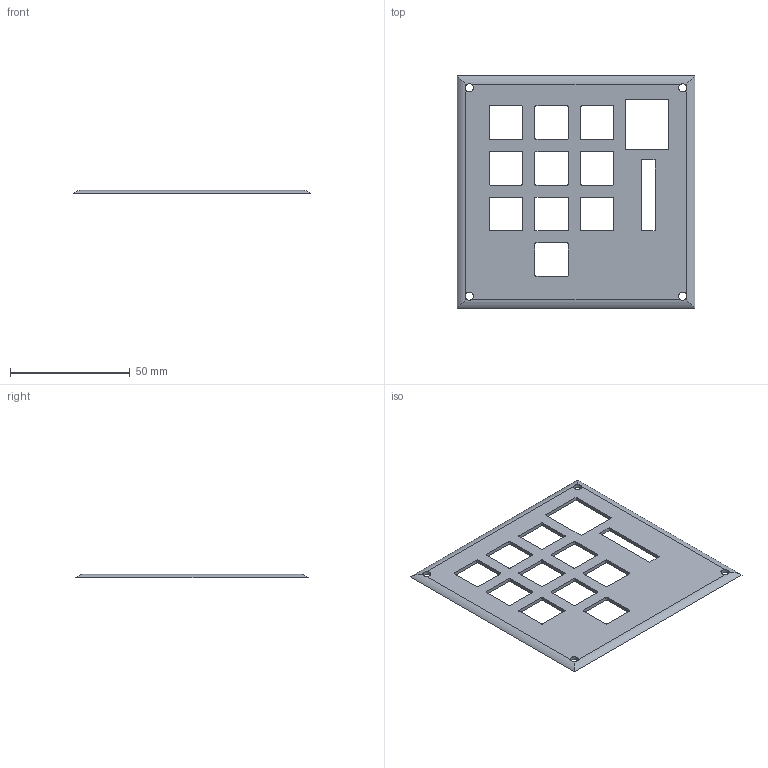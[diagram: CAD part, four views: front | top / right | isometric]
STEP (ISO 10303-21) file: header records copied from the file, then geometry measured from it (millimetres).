
FILE_DESCRIPTION(/* description */ (''),/* implementation_level */ '2;1');
FILE_NAME(/* name */ 'Top.step',/* time_stamp */ '2025-06-04T10:21:34-04:00',/* author */ (''),/* organization */ (''),/* preprocessor_version */ 'ST-DEVELOPER v20.1',/* originating_system */ 'Autodesk Translation Framework v14.10.0.0',/* authorisation */ '');
FILE_SCHEMA (('AUTOMOTIVE_DESIGN { 1 0 10303 214 3 1 1 }'));
Length unit declared in the file: millimetre
Products named in the file (1): 2025-06-01-15-40-25-063
Bounding box: 99 x 97 x 1.5 mm (x, y, z)
Volume: 9936.4 mm3; surface area: 15452.4 mm2
Topology: 1 solids, 1 shells, 428 faces, 1224 edges, 816 vertices
Faces by surface type: bspline 224, plane 156, cylinder 48
Full cylindrical faces by diameter (mm): 3.4 x4
Entity records: 16157 total; most frequent: CARTESIAN_POINT 6351, ORIENTED_EDGE 2448, DIRECTION 1274, EDGE_CURVE 1224, VERTEX_POINT 816, LINE 668, VECTOR 668, EDGE_LOOP 478
